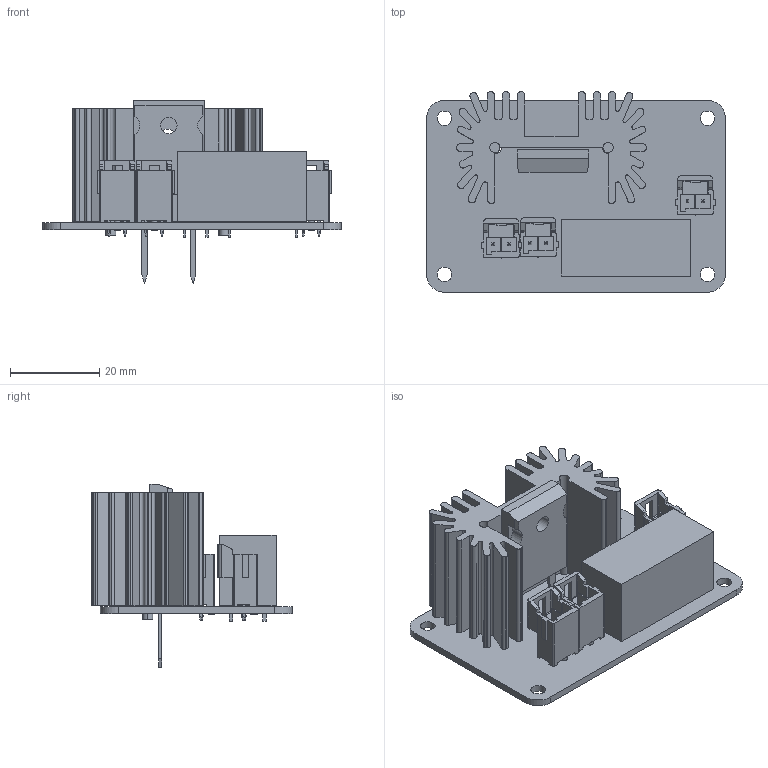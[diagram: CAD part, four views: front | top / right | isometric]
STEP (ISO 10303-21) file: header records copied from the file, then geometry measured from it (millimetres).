
FILE_DESCRIPTION(('FreeCAD Model'),'2;1');
FILE_NAME('Precharge_Schematics.step','2018-02-05T22:05:17',(''),(''), 'Open CASCADE STEP processor 6.8','FreeCAD','Unknown');
FILE_SCHEMA(('AUTOMOTIVE_DESIGN_CC2 { 1 2 10303 214 -1 1 5 4 }'));
Length unit declared in the file: millimetre
Products named in the file (7): R_1k_HS_TO247; R_1k_HS_TO248; Pcb; Ultrafit-2_001; Ultrafit-2_; Part_1_; Ultrafit-2_002
Bounding box: 67 x 44.9 x 41.07 mm (x, y, z)
Volume: 23719.1 mm3; surface area: 20919 mm2
Topology: 7 solids, 7 shells, 771 faces, 2124 edges, 1386 vertices
Faces by surface type: plane 486, cylinder 279, sphere 6
Full cylindrical faces by diameter (mm): 0.8 x2, 1.02 x6, 1.3 x8, 1.6 x3, 2.4 x2, 3.264 x4
Entity records: 26533 total; most frequent: CARTESIAN_POINT 4468, ORIENTED_EDGE 4248, DIRECTION 4176, EDGE_CURVE 2124, LINE 1548, VECTOR 1548, VERTEX_POINT 1386, AXIS2_PLACEMENT_3D 1314
